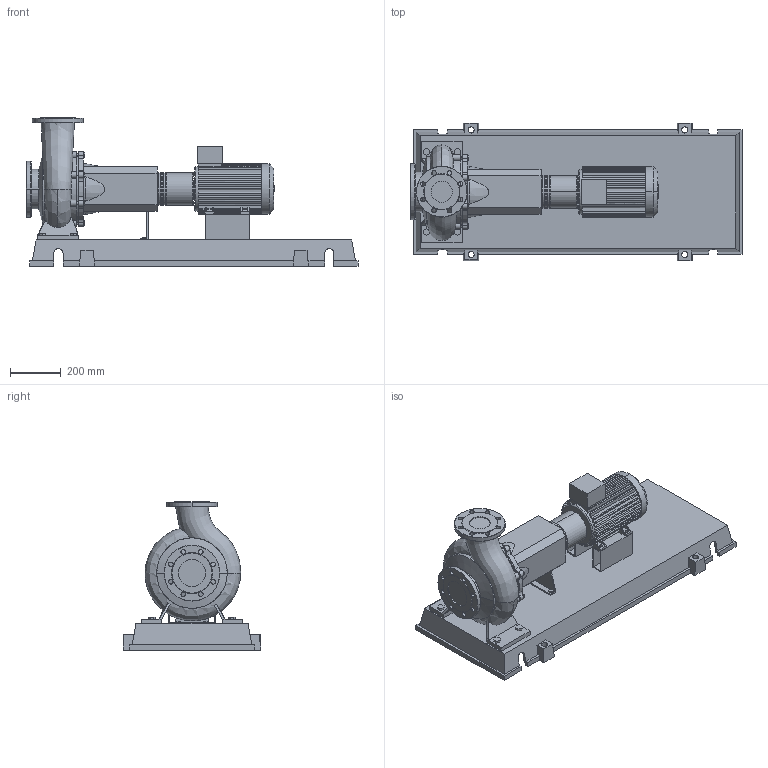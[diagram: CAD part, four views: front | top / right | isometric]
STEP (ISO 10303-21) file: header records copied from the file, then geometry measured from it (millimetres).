
FILE_DESCRIPTION((''),'2;1');
FILE_NAME('3d_NL80_250-3-4-05-4109264.stp','2015-03-03T07:54:28',(''),(''),'Mechanical Desktop 2009','Mechanical Desktop 2009',', , ');
FILE_SCHEMA(('CONFIG_CONTROL_DESIGN'));
Length unit declared in the file: millimetre
Products named in the file (1): Product
Bounding box: 1305 x 540 x 583 mm (x, y, z)
Volume: 47791569.2 mm3; surface area: 3701502.6 mm2
Topology: 13 solids, 13 shells, 845 faces, 2280 edges, 1499 vertices
Faces by surface type: plane 434, cylinder 225, bspline 158, cone 14, torus 14
Full cylindrical faces by diameter (mm): 277 x1
Entity records: 31057 total; most frequent: CARTESIAN_POINT 9658, ORIENTED_EDGE 4562, DIRECTION 4258, EDGE_CURVE 2281, VERTEX_POINT 1498, VECTOR 1460, LINE 1460, AXIS2_PLACEMENT_3D 1399
